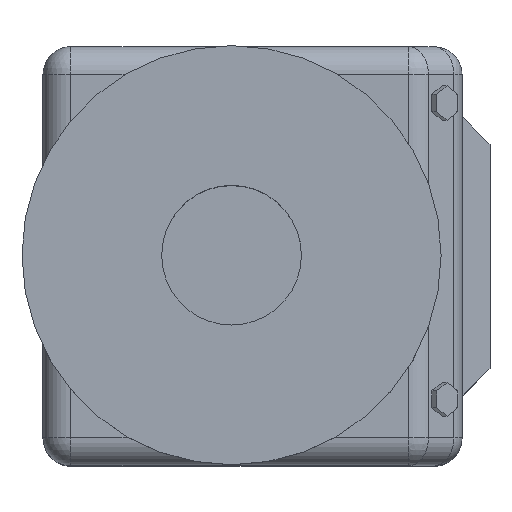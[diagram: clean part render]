
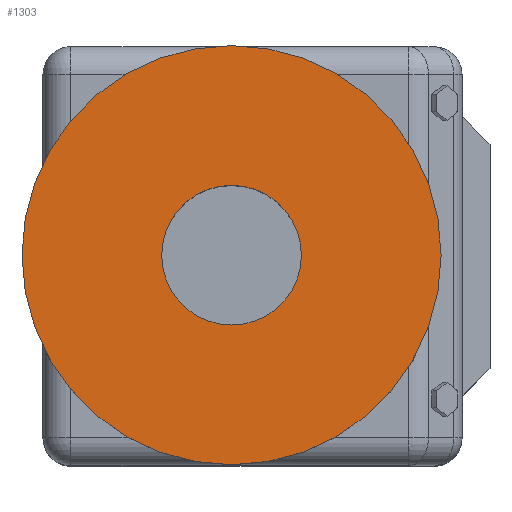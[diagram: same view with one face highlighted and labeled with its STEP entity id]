
A CAD part, top view. The second image highlights one B-rep face of the part: STEP entity #1303.
In plain terms, the highlighted planar face has unit normal (0, 0, 1).
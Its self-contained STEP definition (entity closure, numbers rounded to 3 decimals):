
#13 = EDGE_LOOP ( 'NONE', ( #1566, #1617 ) ) ;
#32 = CARTESIAN_POINT ( 'NONE',  ( 13.5, 0., 55. ) ) ;
#104 = DIRECTION ( 'NONE',  ( 1., 0., 0. ) ) ;
#145 = AXIS2_PLACEMENT_3D ( 'NONE', #1117, #1628, #238 ) ;
#215 = CARTESIAN_POINT ( 'NONE',  ( -1.5, 0., 55. ) ) ;
#223 = FACE_BOUND ( 'NONE', #1627, .T. ) ;
#238 = DIRECTION ( 'NONE',  ( 1., 0., 0. ) ) ;
#254 = EDGE_CURVE ( 'NONE', #1686, #1121, #1817, .T. ) ;
#333 = CARTESIAN_POINT ( 'NONE',  ( 13.5, 0., 55. ) ) ;
#347 = EDGE_CURVE ( 'NONE', #1121, #1686, #739, .T. ) ;
#396 = FACE_OUTER_BOUND ( 'NONE', #13, .T. ) ;
#425 = VERTEX_POINT ( 'NONE', #215 ) ;
#484 = CARTESIAN_POINT ( 'NONE',  ( 8.5, 0., 55. ) ) ;
#613 = ORIENTED_EDGE ( 'NONE', *, *, #347, .F. ) ;
#739 = CIRCLE ( 'NONE', #1403, 5. ) ;
#773 = EDGE_CURVE ( 'NONE', #977, #425, #2171, .T. ) ;
#795 = ORIENTED_EDGE ( 'NONE', *, *, #254, .F. ) ;
#827 = CIRCLE ( 'NONE', #1888, 15. ) ;
#847 = DIRECTION ( 'NONE',  ( 1., 0., 0. ) ) ;
#935 = PLANE ( 'NONE',  #2158 ) ;
#977 = VERTEX_POINT ( 'NONE', #1470 ) ;
#1018 = DIRECTION ( 'NONE',  ( 0., 0., 1. ) ) ;
#1068 = DIRECTION ( 'NONE',  ( 0., 0., 1. ) ) ;
#1078 = CARTESIAN_POINT ( 'NONE',  ( 13.5, 0., 55. ) ) ;
#1117 = CARTESIAN_POINT ( 'NONE',  ( 13.5, 0., 55. ) ) ;
#1121 = VERTEX_POINT ( 'NONE', #1700 ) ;
#1216 = EDGE_CURVE ( 'NONE', #425, #977, #827, .T. ) ;
#1248 = DIRECTION ( 'NONE',  ( 1., 0., 0. ) ) ;
#1303 = ADVANCED_FACE ( 'NONE', ( #223, #396 ), #935, .T. ) ;
#1403 = AXIS2_PLACEMENT_3D ( 'NONE', #32, #1068, #104 ) ;
#1470 = CARTESIAN_POINT ( 'NONE',  ( 28.5, 0., 55. ) ) ;
#1566 = ORIENTED_EDGE ( 'NONE', *, *, #1216, .T. ) ;
#1569 = DIRECTION ( 'NONE',  ( 0., 0., 1. ) ) ;
#1617 = ORIENTED_EDGE ( 'NONE', *, *, #773, .T. ) ;
#1627 = EDGE_LOOP ( 'NONE', ( #613, #795 ) ) ;
#1628 = DIRECTION ( 'NONE',  ( 0., 0., 1. ) ) ;
#1686 = VERTEX_POINT ( 'NONE', #484 ) ;
#1700 = CARTESIAN_POINT ( 'NONE',  ( 18.5, 0., 55. ) ) ;
#1705 = CARTESIAN_POINT ( 'NONE',  ( 13.5, 0., 55. ) ) ;
#1744 = AXIS2_PLACEMENT_3D ( 'NONE', #1705, #2045, #1748 ) ;
#1748 = DIRECTION ( 'NONE',  ( 1., 0., 0. ) ) ;
#1817 = CIRCLE ( 'NONE', #1744, 5. ) ;
#1888 = AXIS2_PLACEMENT_3D ( 'NONE', #333, #1018, #847 ) ;
#2045 = DIRECTION ( 'NONE',  ( 0., 0., 1. ) ) ;
#2158 = AXIS2_PLACEMENT_3D ( 'NONE', #1078, #1569, #1248 ) ;
#2171 = CIRCLE ( 'NONE', #145, 15. ) ;
